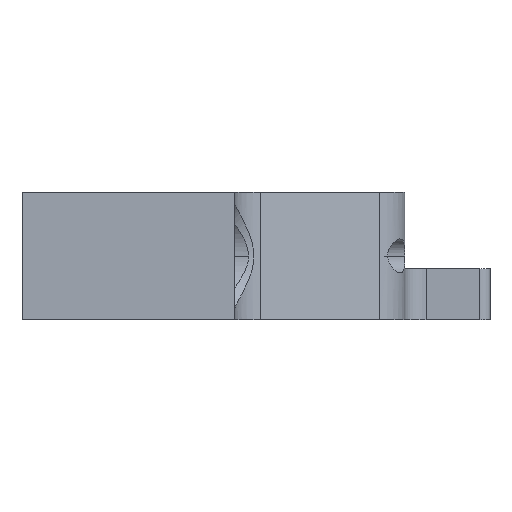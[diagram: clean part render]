
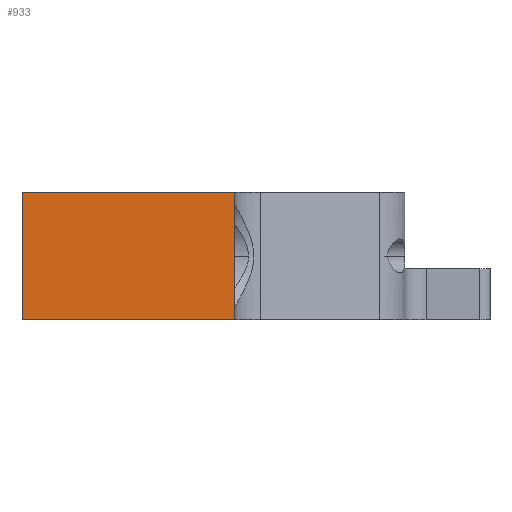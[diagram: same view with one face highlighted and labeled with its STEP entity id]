
A CAD part, front view. The second image highlights one B-rep face of the part: STEP entity #933.
In plain terms, the highlighted planar face has unit normal (0, -1, 0).
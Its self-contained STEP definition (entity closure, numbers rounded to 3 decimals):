
#47 = PLANE ( 'NONE',  #3329 ) ;
#118 = DIRECTION ( 'NONE',  ( 0., 1., 0. ) ) ;
#166 = LINE ( 'NONE', #2201, #2129 ) ;
#255 = DIRECTION ( 'NONE',  ( 1., 0., 0. ) ) ;
#464 = CARTESIAN_POINT ( 'NONE',  ( 5., -65., 0. ) ) ;
#512 = VECTOR ( 'NONE', #255, 1000. ) ;
#600 = VECTOR ( 'NONE', #1401, 1000. ) ;
#767 = CARTESIAN_POINT ( 'NONE',  ( -45., -65., 30. ) ) ;
#825 = CARTESIAN_POINT ( 'NONE',  ( -45., -65., 0. ) ) ;
#933 = ADVANCED_FACE ( 'NONE', ( #2357 ), #47, .F. ) ;
#990 = EDGE_CURVE ( 'NONE', #2143, #1442, #166, .T. ) ;
#1180 = CARTESIAN_POINT ( 'NONE',  ( 5., -65., 30. ) ) ;
#1273 = CARTESIAN_POINT ( 'NONE',  ( -45., -65., 30. ) ) ;
#1292 = VERTEX_POINT ( 'NONE', #2786 ) ;
#1336 = VERTEX_POINT ( 'NONE', #3084 ) ;
#1401 = DIRECTION ( 'NONE',  ( 1., 0., 0. ) ) ;
#1442 = VERTEX_POINT ( 'NONE', #464 ) ;
#1557 = ORIENTED_EDGE ( 'NONE', *, *, #3433, .T. ) ;
#1579 = ORIENTED_EDGE ( 'NONE', *, *, #990, .F. ) ;
#1742 = ORIENTED_EDGE ( 'NONE', *, *, #2590, .F. ) ;
#2129 = VECTOR ( 'NONE', #3654, 1000. ) ;
#2143 = VERTEX_POINT ( 'NONE', #1180 ) ;
#2201 = CARTESIAN_POINT ( 'NONE',  ( 5., -65., 30. ) ) ;
#2357 = FACE_OUTER_BOUND ( 'NONE', #3359, .T. ) ;
#2386 = LINE ( 'NONE', #767, #3725 ) ;
#2456 = DIRECTION ( 'NONE',  ( 0., 0., 1. ) ) ;
#2590 = EDGE_CURVE ( 'NONE', #1292, #2143, #3596, .T. ) ;
#2786 = CARTESIAN_POINT ( 'NONE',  ( -45., -65., 30. ) ) ;
#2800 = DIRECTION ( 'NONE',  ( 0., 0., -1. ) ) ;
#2850 = CARTESIAN_POINT ( 'NONE',  ( -45., -65., 30. ) ) ;
#3084 = CARTESIAN_POINT ( 'NONE',  ( -45., -65., 0. ) ) ;
#3277 = ORIENTED_EDGE ( 'NONE', *, *, #3296, .T. ) ;
#3296 = EDGE_CURVE ( 'NONE', #1292, #1336, #2386, .T. ) ;
#3329 = AXIS2_PLACEMENT_3D ( 'NONE', #1273, #118, #2456 ) ;
#3359 = EDGE_LOOP ( 'NONE', ( #1557, #1579, #1742, #3277 ) ) ;
#3433 = EDGE_CURVE ( 'NONE', #1336, #1442, #3592, .T. ) ;
#3592 = LINE ( 'NONE', #825, #600 ) ;
#3596 = LINE ( 'NONE', #2850, #512 ) ;
#3654 = DIRECTION ( 'NONE',  ( 0., 0., -1. ) ) ;
#3725 = VECTOR ( 'NONE', #2800, 1000. ) ;
